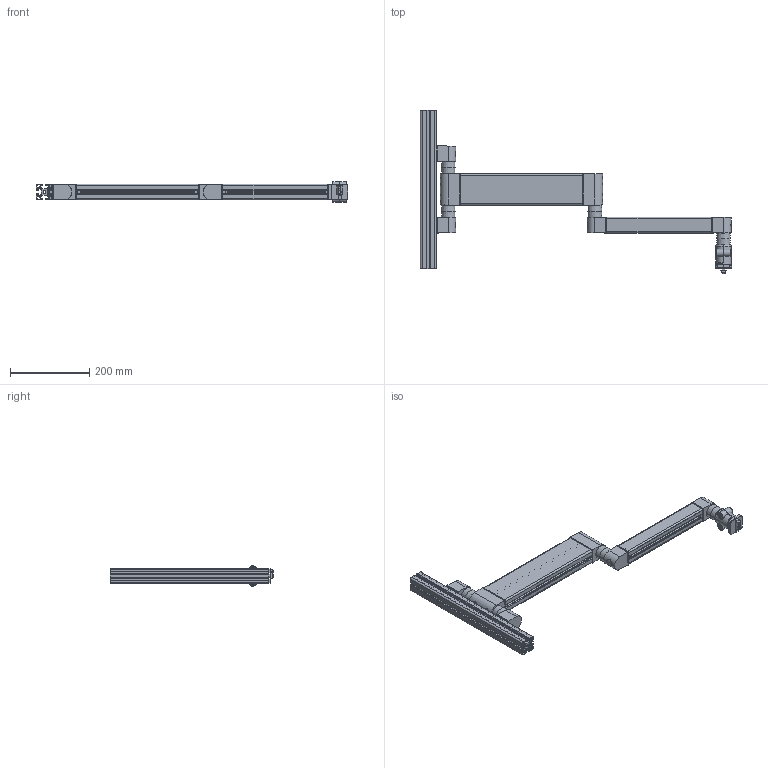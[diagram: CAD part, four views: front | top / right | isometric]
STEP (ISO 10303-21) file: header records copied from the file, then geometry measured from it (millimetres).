
FILE_DESCRIPTION(/* description */ ('STEP AP214'),/* implementation_level */ '2;1');
FILE_NAME(/* name */ ' 6FA40ND80M695N08(0)(0)(0)(0)',/* time_stamp */ '2024-03-20T10:12:14+01:00',/* author */ ('License CC BY-ND 4.0'),/* organization */ ('CADENAS'),/* preprocessor_version */ 'ST-DEVELOPER v19.3',/* originating_system */ 'PARTsolutions',/* authorisation */ ' ');
FILE_SCHEMA (('AUTOMOTIVE_DESIGN {1 0 10303 214 3 1 1}'));
Length unit declared in the file: millimetre
Products named in the file (8):  6FA40ND80M695N08(0)(0)(0)(0); 6FA40NL370S40N08_profile2; 6FA40NL370S40N08_wrist; 6FA40NL370S40N08_pipe; 6FA40NL370S40N08_wrist4; 6FA40NL370S40N08_arm2; 6FA40NL370S40N08_arm3; 6FA40NL370S40N08_adapter
Assembly tree (14 placements, depth 2):
   6FA40ND80M695N08(0)(0)(0)(0)
    6FA40NL370S40N08_profile2
    6FA40NL370S40N08_wrist  x4
    6FA40NL370S40N08_pipe  x4
    6FA40NL370S40N08_wrist4  x2
    6FA40NL370S40N08_arm2
    6FA40NL370S40N08_arm3
    6FA40NL370S40N08_adapter
Bounding box: 785 x 413.05 x 51.97 mm (x, y, z)
Volume: 1505517.8 mm3; surface area: 693189.8 mm2
Topology: 14 solids, 15 shells, 1320 faces, 3553 edges, 2345 vertices
Faces by surface type: plane 711, cylinder 530, torus 36, cone 25, sphere 18
Full cylindrical faces by diameter (mm): 4.8 x8, 4.98 x1, 6 x4, 6.8 x1, 8 x20, 10 x2, 17.728 x8, 17.828 x8, 28 x8, 39 x1
Entity records: 27681 total; most frequent: CARTESIAN_POINT 5247, DIRECTION 4703, ORIENTED_EDGE 4594, EDGE_CURVE 2297, AXIS2_PLACEMENT_3D 1623, VERTEX_POINT 1549, LINE 1457, VECTOR 1457
